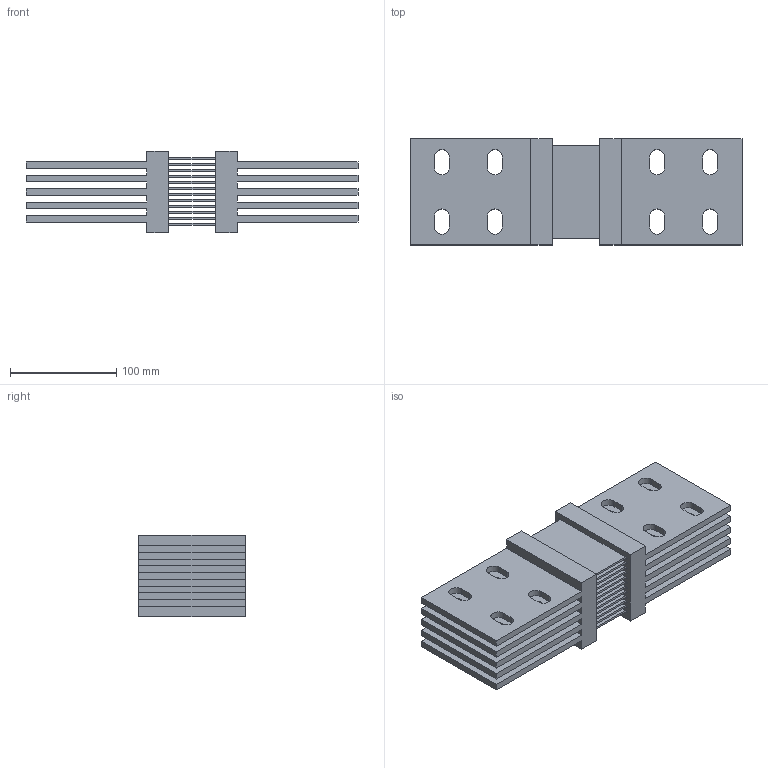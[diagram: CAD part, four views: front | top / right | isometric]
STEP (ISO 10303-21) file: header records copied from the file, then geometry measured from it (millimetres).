
FILE_DESCRIPTION (( 'STEP AP203' ), '1' );
FILE_NAME ('RTCS5000B050Z00.STEP', '2023-12-13T08:09:15', ( '' ), ( '' ), 'SwSTEP 2.0', 'SolidWorks 2022', '' );
FILE_SCHEMA (( 'CONFIG_CONTROL_DESIGN' ));
Length unit declared in the file: millimetre
Products named in the file (3): 5000A 50mV铜头; 5000A 50mV电阻片; RTCS5000B050Z00
Assembly tree (14 placements, depth 2):
  RTCS5000B050Z00
    5000A 50mV铜头  x2
    5000A 50mV电阻片  x12
Bounding box: 313 x 100 x 76.7 mm (x, y, z)
Volume: 1043863.7 mm3; surface area: 406343.1 mm2
Topology: 14 solids, 14 shells, 412 faces, 1076 edges, 714 vertices
Faces by surface type: plane 276, cylinder 132, cone 4
Entity records: 6313 total; most frequent: DIRECTION 994, CARTESIAN_POINT 986, ORIENTED_EDGE 952, EDGE_CURVE 476, LINE 344, VECTOR 344, AXIS2_PLACEMENT_3D 325, VERTEX_POINT 317
